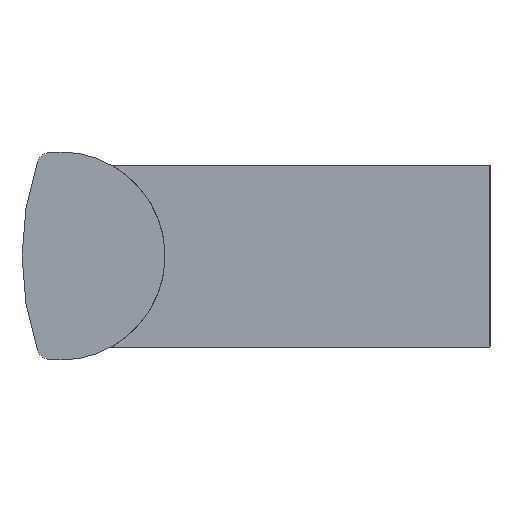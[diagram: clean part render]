
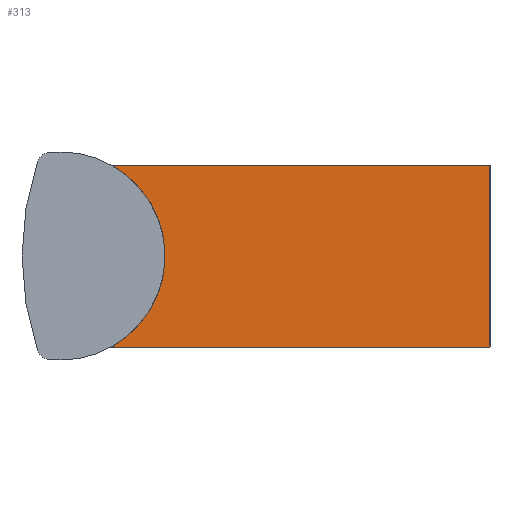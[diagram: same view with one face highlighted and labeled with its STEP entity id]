
A CAD part, left-side view. The second image highlights one B-rep face of the part: STEP entity #313.
In plain terms, the highlighted planar face has unit normal (-1, 0, 0).
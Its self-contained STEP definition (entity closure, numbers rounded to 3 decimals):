
#13 = ORIENTED_EDGE ( 'NONE', *, *, #409, .F. ) ;
#35 = VERTEX_POINT ( 'NONE', #301 ) ;
#40 = VECTOR ( 'NONE', #44, 1000. ) ;
#44 = DIRECTION ( 'NONE',  ( 0., -1., 0. ) ) ;
#160 = CARTESIAN_POINT ( 'NONE',  ( -230., 0., -7. ) ) ;
#192 = VERTEX_POINT ( 'NONE', #588 ) ;
#227 = AXIS2_PLACEMENT_3D ( 'NONE', #810, #348, #622 ) ;
#229 = VERTEX_POINT ( 'NONE', #515 ) ;
#301 = CARTESIAN_POINT ( 'NONE',  ( -230., 29.127, -7. ) ) ;
#313 = ADVANCED_FACE ( 'NONE', ( #750 ), #490, .F. ) ;
#337 = EDGE_CURVE ( 'NONE', #35, #229, #790, .T. ) ;
#345 = DIRECTION ( 'NONE',  ( 1., 0., 0. ) ) ;
#348 = DIRECTION ( 'NONE',  ( -1., 0., 0. ) ) ;
#358 = ORIENTED_EDGE ( 'NONE', *, *, #631, .T. ) ;
#409 = EDGE_CURVE ( 'NONE', #229, #770, #421, .T. ) ;
#414 = DIRECTION ( 'NONE',  ( 0., 0., -1. ) ) ;
#421 = LINE ( 'NONE', #595, #40 ) ;
#442 = LINE ( 'NONE', #832, #485 ) ;
#450 = EDGE_LOOP ( 'NONE', ( #660, #358, #630, #13 ) ) ;
#485 = VECTOR ( 'NONE', #596, 1000. ) ;
#490 = PLANE ( 'NONE',  #697 ) ;
#515 = CARTESIAN_POINT ( 'NONE',  ( -230., 29.127, 7. ) ) ;
#588 = CARTESIAN_POINT ( 'NONE',  ( -230., 0., -7. ) ) ;
#590 = DIRECTION ( 'NONE',  ( 0., 0., 1. ) ) ;
#595 = CARTESIAN_POINT ( 'NONE',  ( -230., 36.002, 7. ) ) ;
#596 = DIRECTION ( 'NONE',  ( 0., -1., 0. ) ) ;
#622 = DIRECTION ( 'NONE',  ( 0., 0., -1. ) ) ;
#630 = ORIENTED_EDGE ( 'NONE', *, *, #764, .T. ) ;
#631 = EDGE_CURVE ( 'NONE', #35, #192, #442, .T. ) ;
#660 = ORIENTED_EDGE ( 'NONE', *, *, #337, .F. ) ;
#697 = AXIS2_PLACEMENT_3D ( 'NONE', #754, #345, #414 ) ;
#750 = FACE_OUTER_BOUND ( 'NONE', #450, .T. ) ;
#754 = CARTESIAN_POINT ( 'NONE',  ( -230., 36.002, -7. ) ) ;
#764 = EDGE_CURVE ( 'NONE', #192, #770, #768, .T. ) ;
#768 = LINE ( 'NONE', #160, #859 ) ;
#770 = VERTEX_POINT ( 'NONE', #789 ) ;
#789 = CARTESIAN_POINT ( 'NONE',  ( -230., 0., 7. ) ) ;
#790 = CIRCLE ( 'NONE', #227, 8. ) ;
#810 = CARTESIAN_POINT ( 'NONE',  ( -230., 33., 0. ) ) ;
#832 = CARTESIAN_POINT ( 'NONE',  ( -230., 36.002, -7. ) ) ;
#859 = VECTOR ( 'NONE', #590, 1000. ) ;
